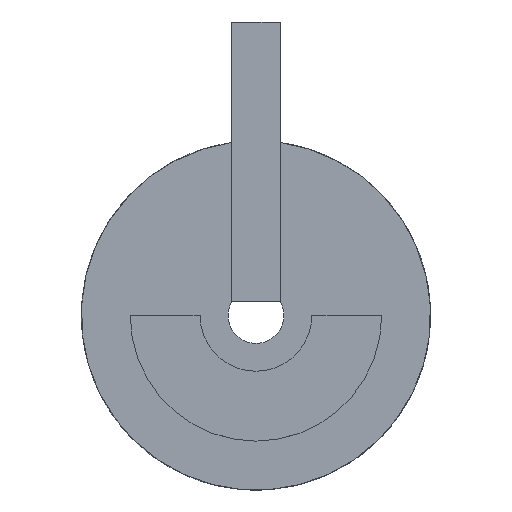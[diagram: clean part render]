
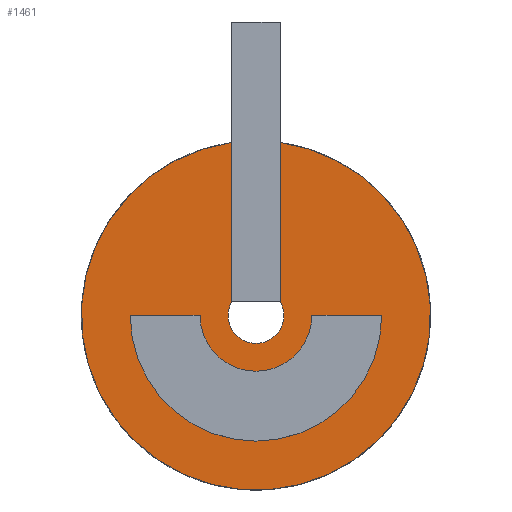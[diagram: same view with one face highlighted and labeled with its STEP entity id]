
A CAD part, top view. The second image highlights one B-rep face of the part: STEP entity #1461.
In plain terms, the highlighted planar face has unit normal (0, 0, 1).
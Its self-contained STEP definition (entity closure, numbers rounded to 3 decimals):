
#17=FACE_BOUND('',#172,.T.);
#52=PLANE('',#1548);
#109=FACE_OUTER_BOUND('',#171,.T.);
#171=EDGE_LOOP('',(#1048,#1049,#1050,#1051));
#172=EDGE_LOOP('',(#1052,#1053,#1054,#1055));
#246=CIRCLE('',#1531,18.);
#249=CIRCLE('',#1536,8.);
#253=CIRCLE('',#1549,25.);
#254=CIRCLE('',#1550,4.);
#305=LINE('',#2062,#473);
#306=LINE('',#2064,#474);
#308=LINE('',#2075,#476);
#315=LINE('',#2090,#483);
#473=VECTOR('',#1667,10.);
#474=VECTOR('',#1670,10.);
#476=VECTOR('',#1680,10.);
#483=VECTOR('',#1691,10.);
#635=VERTEX_POINT('',#2041);
#637=VERTEX_POINT('',#2044);
#641=VERTEX_POINT('',#2056);
#642=VERTEX_POINT('',#2058);
#646=VERTEX_POINT('',#2072);
#647=VERTEX_POINT('',#2074);
#652=VERTEX_POINT('',#2088);
#653=VERTEX_POINT('',#2089);
#783=EDGE_CURVE('',#637,#635,#246,.T.);
#791=EDGE_CURVE('',#641,#642,#249,.T.);
#792=EDGE_CURVE('',#635,#641,#305,.T.);
#793=EDGE_CURVE('',#642,#637,#306,.T.);
#797=EDGE_CURVE('',#647,#646,#308,.T.);
#804=EDGE_CURVE('',#652,#653,#315,.T.);
#810=EDGE_CURVE('',#646,#652,#253,.T.);
#811=EDGE_CURVE('',#653,#647,#254,.T.);
#1048=ORIENTED_EDGE('',*,*,#797,.T.);
#1049=ORIENTED_EDGE('',*,*,#810,.T.);
#1050=ORIENTED_EDGE('',*,*,#804,.T.);
#1051=ORIENTED_EDGE('',*,*,#811,.T.);
#1052=ORIENTED_EDGE('',*,*,#791,.T.);
#1053=ORIENTED_EDGE('',*,*,#793,.T.);
#1054=ORIENTED_EDGE('',*,*,#783,.T.);
#1055=ORIENTED_EDGE('',*,*,#792,.T.);
#1461=ADVANCED_FACE('',(#109,#17),#52,.T.);
#1531=AXIS2_PLACEMENT_3D('',#2045,#1648,#1649);
#1536=AXIS2_PLACEMENT_3D('',#2060,#1663,#1664);
#1548=AXIS2_PLACEMENT_3D('',#2099,#1702,#1703);
#1549=AXIS2_PLACEMENT_3D('',#2100,#1704,#1705);
#1550=AXIS2_PLACEMENT_3D('',#2101,#1706,#1707);
#1648=DIRECTION('center_axis',(0.,0.,-1.));
#1649=DIRECTION('ref_axis',(-1.,0.,0.));
#1663=DIRECTION('center_axis',(0.,0.,1.));
#1664=DIRECTION('ref_axis',(-1.,0.,0.));
#1667=DIRECTION('',(1.,0.,0.));
#1670=DIRECTION('',(1.,0.,0.));
#1680=DIRECTION('',(0.,1.,0.));
#1691=DIRECTION('',(0.,-1.,0.));
#1702=DIRECTION('center_axis',(0.,0.,1.));
#1703=DIRECTION('ref_axis',(1.,0.,0.));
#1704=DIRECTION('center_axis',(0.,0.,1.));
#1705=DIRECTION('ref_axis',(-1.,0.,0.));
#1706=DIRECTION('center_axis',(0.,0.,-1.));
#1707=DIRECTION('ref_axis',(1.,0.,0.));
#2041=CARTESIAN_POINT('',(-18.,0.,5.));
#2044=CARTESIAN_POINT('',(18.,0.,5.));
#2045=CARTESIAN_POINT('Origin',(0.,0.,5.));
#2056=CARTESIAN_POINT('',(-8.,0.,5.));
#2058=CARTESIAN_POINT('',(8.,0.,5.));
#2060=CARTESIAN_POINT('Origin',(0.,0.,5.));
#2062=CARTESIAN_POINT('',(-6.5,0.,5.));
#2064=CARTESIAN_POINT('',(6.5,0.,5.));
#2072=CARTESIAN_POINT('',(-3.464,24.759,5.));
#2074=CARTESIAN_POINT('',(-3.464,2.,5.));
#2075=CARTESIAN_POINT('',(-3.464,21.,5.));
#2088=CARTESIAN_POINT('',(3.464,24.759,5.));
#2089=CARTESIAN_POINT('',(3.464,2.,5.));
#2090=CARTESIAN_POINT('',(3.464,1.,5.));
#2099=CARTESIAN_POINT('Origin',(0.,0.,5.));
#2100=CARTESIAN_POINT('Origin',(0.,0.,5.));
#2101=CARTESIAN_POINT('Origin',(0.,0.,5.));
